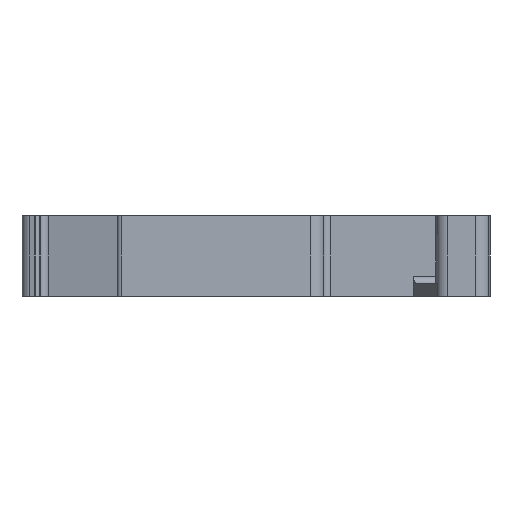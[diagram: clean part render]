
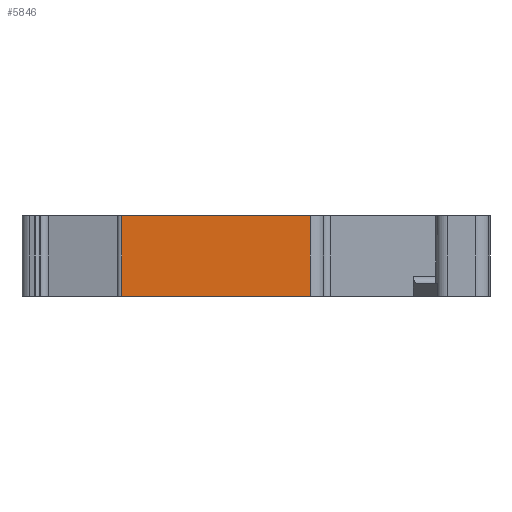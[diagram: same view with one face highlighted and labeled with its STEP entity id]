
A CAD part, left-side view. The second image highlights one B-rep face of the part: STEP entity #5846.
In plain terms, the highlighted planar face has unit normal (-1, 0, 0).
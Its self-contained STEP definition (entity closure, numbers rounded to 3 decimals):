
#755 = LINE ( 'NONE', #6746, #10651 ) ;
#2302 = CARTESIAN_POINT ( 'NONE',  ( 804.843, 3971.83, 1626.098 ) ) ;
#3844 = VERTEX_POINT ( 'NONE', #32725 ) ;
#5139 = EDGE_LOOP ( 'NONE', ( #5997, #38918, #38700, #30015 ) ) ;
#5846 = ADVANCED_FACE ( 'NONE', ( #26766 ), #43181, .T. ) ;
#5997 = ORIENTED_EDGE ( 'NONE', *, *, #11421, .T. ) ;
#6746 = CARTESIAN_POINT ( 'NONE',  ( 804.843, 3971.83, 1626.098 ) ) ;
#7474 = VECTOR ( 'NONE', #35819, 1000. ) ;
#9267 = CARTESIAN_POINT ( 'NONE',  ( 804.843, 1107.009, 1626.098 ) ) ;
#10163 = VERTEX_POINT ( 'NONE', #21806 ) ;
#10651 = VECTOR ( 'NONE', #29808, 1000. ) ;
#11421 = EDGE_CURVE ( 'NONE', #35280, #10163, #755, .T. ) ;
#12805 = CARTESIAN_POINT ( 'NONE',  ( 804.843, 1107.009, 1619.978 ) ) ;
#14167 = LINE ( 'NONE', #9267, #7474 ) ;
#16219 = EDGE_CURVE ( 'NONE', #31843, #3844, #29715, .T. ) ;
#16480 = EDGE_CURVE ( 'NONE', #3844, #35280, #41742, .T. ) ;
#18941 = DIRECTION ( 'NONE',  ( -1., 0., 0. ) ) ;
#21806 = CARTESIAN_POINT ( 'NONE',  ( 804.843, 1107.009, 1626.098 ) ) ;
#24854 = EDGE_CURVE ( 'NONE', #10163, #31843, #14167, .T. ) ;
#26766 = FACE_OUTER_BOUND ( 'NONE', #5139, .T. ) ;
#28100 = AXIS2_PLACEMENT_3D ( 'NONE', #2302, #18941, #29889 ) ;
#29122 = DIRECTION ( 'NONE',  ( 0., 0., 1. ) ) ;
#29715 = LINE ( 'NONE', #29865, #40229 ) ;
#29808 = DIRECTION ( 'NONE',  ( 0., 1., 0. ) ) ;
#29865 = CARTESIAN_POINT ( 'NONE',  ( 804.843, 3971.83, 1619.978 ) ) ;
#29889 = DIRECTION ( 'NONE',  ( 0., 0., 1. ) ) ;
#30015 = ORIENTED_EDGE ( 'NONE', *, *, #16480, .T. ) ;
#31843 = VERTEX_POINT ( 'NONE', #12805 ) ;
#32725 = CARTESIAN_POINT ( 'NONE',  ( 804.843, 1092.717, 1619.978 ) ) ;
#35280 = VERTEX_POINT ( 'NONE', #37365 ) ;
#35819 = DIRECTION ( 'NONE',  ( 0., 0., -1. ) ) ;
#36577 = DIRECTION ( 'NONE',  ( 0., -1., 0. ) ) ;
#37044 = VECTOR ( 'NONE', #29122, 1000. ) ;
#37365 = CARTESIAN_POINT ( 'NONE',  ( 804.843, 1092.717, 1626.098 ) ) ;
#38700 = ORIENTED_EDGE ( 'NONE', *, *, #16219, .T. ) ;
#38889 = CARTESIAN_POINT ( 'NONE',  ( 804.843, 1092.717, 1626.098 ) ) ;
#38918 = ORIENTED_EDGE ( 'NONE', *, *, #24854, .T. ) ;
#40229 = VECTOR ( 'NONE', #36577, 1000. ) ;
#41742 = LINE ( 'NONE', #38889, #37044 ) ;
#43181 = PLANE ( 'NONE',  #28100 ) ;
